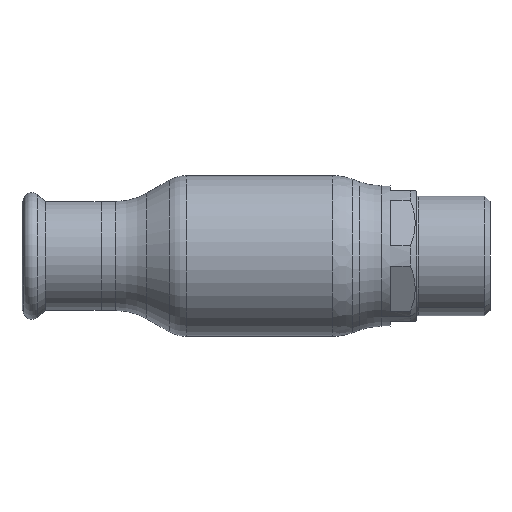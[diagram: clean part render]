
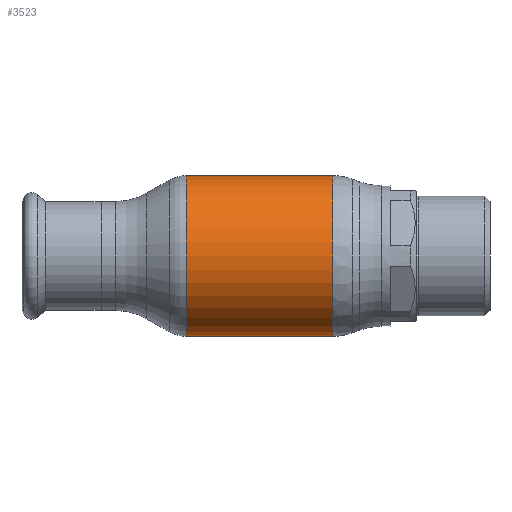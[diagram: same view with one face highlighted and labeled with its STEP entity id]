
A CAD part, front view. The second image highlights one B-rep face of the part: STEP entity #3523.
In plain terms, the highlighted cylindrical face has radius 28.25 mm (diameter 56.5 mm), a partial arc.
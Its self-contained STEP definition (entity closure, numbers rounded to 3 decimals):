
#2691 = EDGE_CURVE ( 'NONE', #32461, #26820, #33169, .T. ) ;
#3523 = ADVANCED_FACE ( 'NONE', ( #30786 ), #8847, .T. ) ;
#4467 = DIRECTION ( 'NONE',  ( -1., 0., 0. ) ) ;
#4787 = CARTESIAN_POINT ( 'NONE',  ( 26.673, 0., 0. ) ) ;
#4934 = VERTEX_POINT ( 'NONE', #23606 ) ;
#7873 = DIRECTION ( 'NONE',  ( 0., 0., 1. ) ) ;
#8752 = EDGE_LOOP ( 'NONE', ( #41450, #51179, #9717, #11488 ) ) ;
#8847 = CYLINDRICAL_SURFACE ( 'NONE', #55841, 28.25 ) ;
#9717 = ORIENTED_EDGE ( 'NONE', *, *, #2691, .T. ) ;
#10642 = EDGE_CURVE ( 'NONE', #22034, #4934, #22855, .T. ) ;
#11488 = ORIENTED_EDGE ( 'NONE', *, *, #52279, .F. ) ;
#15957 = CIRCLE ( 'NONE', #19803, 28.25 ) ;
#16480 = DIRECTION ( 'NONE',  ( -1., 0., 0. ) ) ;
#19803 = AXIS2_PLACEMENT_3D ( 'NONE', #56825, #16480, #7873 ) ;
#22034 = VERTEX_POINT ( 'NONE', #34254 ) ;
#22261 = CARTESIAN_POINT ( 'NONE',  ( -62.69, 0., -28.25 ) ) ;
#22759 = CARTESIAN_POINT ( 'NONE',  ( 26.673, 0., 28.25 ) ) ;
#22855 = LINE ( 'NONE', #22261, #43847 ) ;
#23606 = CARTESIAN_POINT ( 'NONE',  ( -24.785, 0., -28.25 ) ) ;
#26820 = VERTEX_POINT ( 'NONE', #28779 ) ;
#28779 = CARTESIAN_POINT ( 'NONE',  ( -24.785, 0., 28.25 ) ) ;
#28984 = CIRCLE ( 'NONE', #58372, 28.25 ) ;
#30786 = FACE_OUTER_BOUND ( 'NONE', #8752, .T. ) ;
#31007 = VECTOR ( 'NONE', #34063, 1000. ) ;
#31095 = DIRECTION ( 'NONE',  ( -1., 0., 0. ) ) ;
#32041 = DIRECTION ( 'NONE',  ( -1., 0., 0. ) ) ;
#32461 = VERTEX_POINT ( 'NONE', #22759 ) ;
#33169 = LINE ( 'NONE', #46783, #31007 ) ;
#34063 = DIRECTION ( 'NONE',  ( -1., 0., 0. ) ) ;
#34254 = CARTESIAN_POINT ( 'NONE',  ( 26.673, 0., -28.25 ) ) ;
#39677 = CARTESIAN_POINT ( 'NONE',  ( -62.69, 0., 0. ) ) ;
#40289 = DIRECTION ( 'NONE',  ( 0., 0., 1. ) ) ;
#41450 = ORIENTED_EDGE ( 'NONE', *, *, #10642, .F. ) ;
#43847 = VECTOR ( 'NONE', #4467, 1000. ) ;
#45650 = DIRECTION ( 'NONE',  ( 0., 0., 1. ) ) ;
#46783 = CARTESIAN_POINT ( 'NONE',  ( -62.69, 0., 28.25 ) ) ;
#49708 = EDGE_CURVE ( 'NONE', #22034, #32461, #28984, .T. ) ;
#51179 = ORIENTED_EDGE ( 'NONE', *, *, #49708, .T. ) ;
#52279 = EDGE_CURVE ( 'NONE', #4934, #26820, #15957, .T. ) ;
#55841 = AXIS2_PLACEMENT_3D ( 'NONE', #39677, #31095, #40289 ) ;
#56825 = CARTESIAN_POINT ( 'NONE',  ( -24.785, 0., 0. ) ) ;
#58372 = AXIS2_PLACEMENT_3D ( 'NONE', #4787, #32041, #45650 ) ;
